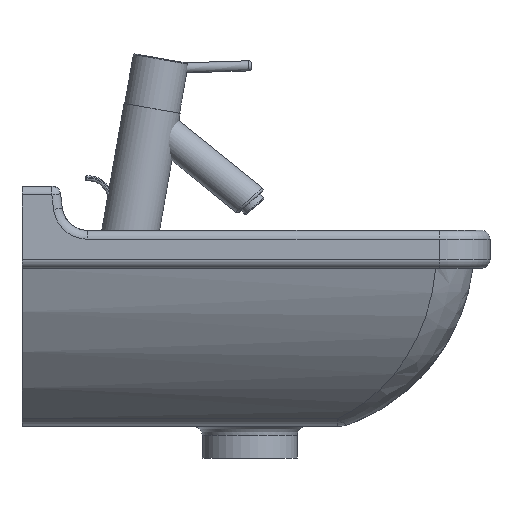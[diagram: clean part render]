
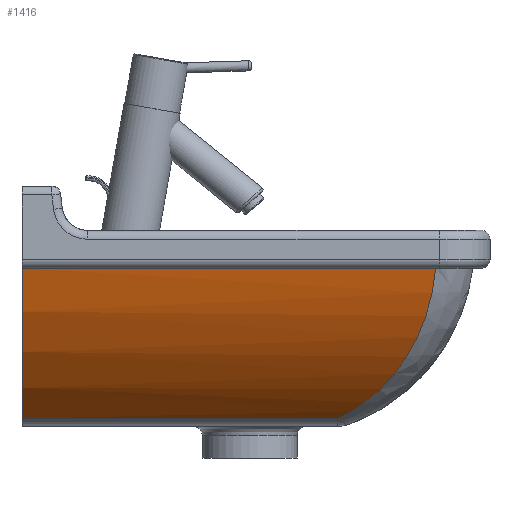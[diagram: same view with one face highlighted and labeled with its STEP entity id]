
A CAD part, left-side view. The second image highlights one B-rep face of the part: STEP entity #1416.
In plain terms, the highlighted cylindrical face has radius 213.066 mm (diameter 426.133 mm), a partial arc.
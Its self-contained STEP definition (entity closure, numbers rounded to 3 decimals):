
#487=CARTESIAN_POINT('',(45.191,-224.217,16.118));
#488=VERTEX_POINT('',#487);
#737=CARTESIAN_POINT('',(-32.801,-302.143,135.001));
#738=VERTEX_POINT('',#737);
#756=CARTESIAN_POINT('',(-32.801,-302.143,135.001));
#757=CARTESIAN_POINT('',(-31.841,-301.809,131.086));
#758=CARTESIAN_POINT('',(-30.497,-301.216,126.209));
#759=CARTESIAN_POINT('',(-28.693,-300.257,120.462));
#760=CARTESIAN_POINT('',(-27.408,-299.535,116.567));
#761=CARTESIAN_POINT('',(-23.662,-297.27,105.982));
#762=CARTESIAN_POINT('',(-18.012,-293.233,93.088));
#763=CARTESIAN_POINT('',(-10.67,-287.296,79.496));
#764=CARTESIAN_POINT('',(-6.13,-283.385,72.067));
#765=CARTESIAN_POINT('',(-2.8,-280.407,67.013));
#766=CARTESIAN_POINT('',(1.264,-276.706,61.066));
#767=CARTESIAN_POINT('',(8.978,-269.369,50.753));
#768=CARTESIAN_POINT('',(17.366,-260.65,41.266));
#769=CARTESIAN_POINT('',(23.602,-253.594,34.931));
#770=CARTESIAN_POINT('',(25.755,-251.078,32.824));
#771=CARTESIAN_POINT('',(27.896,-248.526,30.771));
#772=CARTESIAN_POINT('',(30.281,-245.612,28.544));
#773=CARTESIAN_POINT('',(32.642,-242.598,26.427));
#774=CARTESIAN_POINT('',(34.718,-239.863,24.61));
#775=CARTESIAN_POINT('',(36.774,-237.086,22.846));
#776=CARTESIAN_POINT('',(40.541,-231.738,19.72));
#777=CARTESIAN_POINT('',(43.396,-227.273,17.482));
#778=CARTESIAN_POINT('',(45.191,-224.217,16.118));
#779=B_SPLINE_CURVE_WITH_KNOTS('',3,(#756,#757,#758,#759,#760,#761,#762,#763,#764,#765,#766,#767,#768,#769,#770,#771,#772,#773,#774,#775,#776,#777,#778),.UNSPECIFIED.,.F.,.U.,(4,1,1,1,1,1,1,1,1,1,1,1,1,1,1,1,1,1,1,1,4),(83.294,84.329,84.598,84.868,85.408,87.566,88.645,89.724,90.083,90.443,91.882,94.04,94.579,94.984,95.119,95.658,96.198,96.333,96.737,97.277,98.356),.UNSPECIFIED.);
#780=EDGE_CURVE('',#738,#488,#779,.T.);
#839=CARTESIAN_POINT('',(45.191,24.935,16.118));
#840=VERTEX_POINT('',#839);
#857=CARTESIAN_POINT('',(45.191,-224.217,16.118));
#858=DIRECTION('',(0.,1.0,0.));
#859=VECTOR('',#858,249.151);
#860=LINE('',#857,#859);
#861=EDGE_CURVE('',#488,#840,#860,.T.);
#1392=CARTESIAN_POINT('',(174.137,24.935,185.735));
#1393=DIRECTION('',(0.0,-1.0,0.0));
#1394=DIRECTION('',(0.565,0.0,0.825));
#1395=AXIS2_PLACEMENT_3D('',#1392,#1393,#1394);
#1396=CYLINDRICAL_SURFACE('',#1395,213.066);
#1397=ORIENTED_EDGE('',*,*,#780,.F.);
#1398=CARTESIAN_POINT('',(-32.801,24.935,135.001));
#1399=VERTEX_POINT('',#1398);
#1400=CARTESIAN_POINT('',(-32.801,-302.143,135.001));
#1401=DIRECTION('',(0.0,1.0,0.0));
#1402=VECTOR('',#1401,327.077);
#1403=LINE('',#1400,#1402);
#1404=EDGE_CURVE('',#738,#1399,#1403,.T.);
#1405=ORIENTED_EDGE('',*,*,#1404,.T.);
#1406=CARTESIAN_POINT('',(174.137,24.935,185.735));
#1407=DIRECTION('',(0.0,1.,0.0));
#1408=DIRECTION('',(0.565,0.0,0.825));
#1409=AXIS2_PLACEMENT_3D('',#1406,#1407,#1408);
#1410=CIRCLE('',#1409,213.066);
#1411=EDGE_CURVE('',#840,#1399,#1410,.T.);
#1412=ORIENTED_EDGE('',*,*,#1411,.F.);
#1413=ORIENTED_EDGE('',*,*,#861,.F.);
#1414=EDGE_LOOP('',(#1397,#1405,#1412,#1413));
#1415=FACE_OUTER_BOUND('',#1414,.T.);
#1416=ADVANCED_FACE('',(#1415),#1396,.T.);
